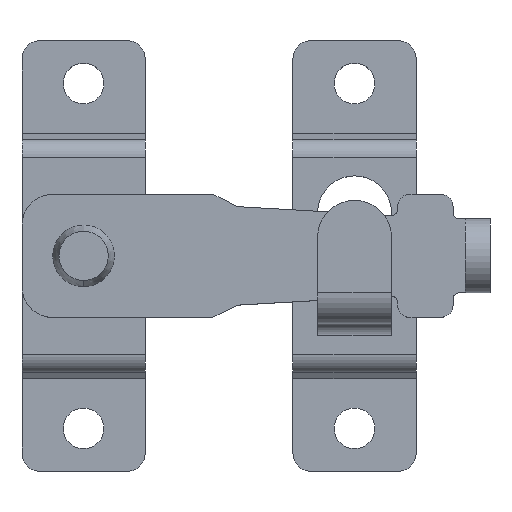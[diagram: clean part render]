
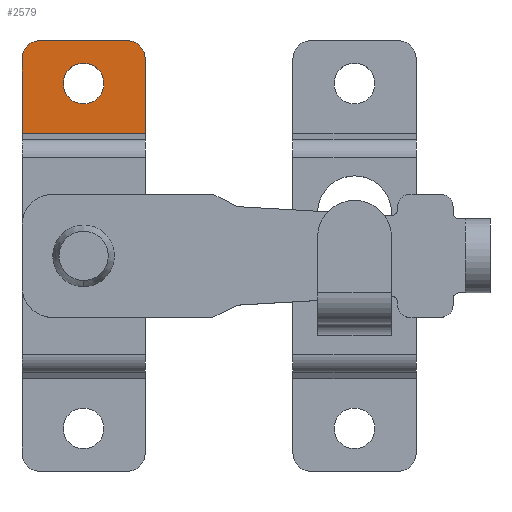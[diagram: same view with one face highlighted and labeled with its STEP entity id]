
A CAD part, top view. The second image highlights one B-rep face of the part: STEP entity #2579.
In plain terms, the highlighted planar face has unit normal (0, 0, 1).
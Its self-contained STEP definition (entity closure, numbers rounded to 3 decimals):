
#286 = EDGE_LOOP ( 'NONE', ( #1637, #1630 ) ) ;
#287 = EDGE_LOOP ( 'NONE', ( #1618, #1628, #1626, #1624, #1623, #1606 ) ) ;
#680 = CARTESIAN_POINT ( 'NONE',  ( 0., 14., 1.5 ) ) ;
#681 = DIRECTION ( 'NONE',  ( 0., 0., -1. ) ) ;
#682 = DIRECTION ( 'NONE',  ( 0., 1., 0. ) ) ;
#725 = CARTESIAN_POINT ( 'NONE',  ( -5., 17.5, 1.5 ) ) ;
#726 = DIRECTION ( 'NONE',  ( 0., -1., 0. ) ) ;
#736 = CARTESIAN_POINT ( 'NONE',  ( 0., 14., 1.5 ) ) ;
#737 = DIRECTION ( 'NONE',  ( 0., 0., -1. ) ) ;
#738 = DIRECTION ( 'NONE',  ( 0., 1., 0. ) ) ;
#788 = CARTESIAN_POINT ( 'NONE',  ( 5., 17.5, 1.5 ) ) ;
#789 = DIRECTION ( 'NONE',  ( -1., 0., 0. ) ) ;
#845 = CARTESIAN_POINT ( 'NONE',  ( 5., 17.5, 1.5 ) ) ;
#846 = DIRECTION ( 'NONE',  ( 0., -1., 0. ) ) ;
#857 = CARTESIAN_POINT ( 'NONE',  ( -3.5, 16., 1.5 ) ) ;
#858 = DIRECTION ( 'NONE',  ( 0., 0., 1. ) ) ;
#859 = DIRECTION ( 'NONE',  ( 0., 1., 0. ) ) ;
#877 = CARTESIAN_POINT ( 'NONE',  ( 5., 9.955, 1.5 ) ) ;
#878 = DIRECTION ( 'NONE',  ( -1., 0., 0. ) ) ;
#1046 = CARTESIAN_POINT ( 'NONE',  ( 3.5, 16., 1.5 ) ) ;
#1047 = DIRECTION ( 'NONE',  ( 0., 0., 1. ) ) ;
#1048 = DIRECTION ( 'NONE',  ( 0., 1., 0. ) ) ;
#1210 = CARTESIAN_POINT ( 'NONE',  ( -1.65, 14., 1.5 ) ) ;
#1211 = CARTESIAN_POINT ( 'NONE',  ( 1.65, 14., 1.5 ) ) ;
#1218 = CARTESIAN_POINT ( 'NONE',  ( -3.5, 17.5, 1.5 ) ) ;
#1219 = CARTESIAN_POINT ( 'NONE',  ( 3.5, 17.5, 1.5 ) ) ;
#1220 = CARTESIAN_POINT ( 'NONE',  ( -5., 16., 1.5 ) ) ;
#1221 = CARTESIAN_POINT ( 'NONE',  ( -5., 9.955, 1.5 ) ) ;
#1222 = CARTESIAN_POINT ( 'NONE',  ( 5., 9.955, 1.5 ) ) ;
#1223 = CARTESIAN_POINT ( 'NONE',  ( 5., 16., 1.5 ) ) ;
#1606 = ORIENTED_EDGE ( 'NONE', *, *, #3276, .T. ) ;
#1618 = ORIENTED_EDGE ( 'NONE', *, *, #3208, .T. ) ;
#1623 = ORIENTED_EDGE ( 'NONE', *, *, #3232, .F. ) ;
#1624 = ORIENTED_EDGE ( 'NONE', *, *, #3245, .F. ) ;
#1626 = ORIENTED_EDGE ( 'NONE', *, *, #3182, .T. ) ;
#1628 = ORIENTED_EDGE ( 'NONE', *, *, #3237, .T. ) ;
#1630 = ORIENTED_EDGE ( 'NONE', *, *, #3187, .T. ) ;
#1637 = ORIENTED_EDGE ( 'NONE', *, *, #3164, .T. ) ;
#1908 = AXIS2_PLACEMENT_3D ( 'NONE', #1046, #1047, #1048 ) ;
#1931 = CIRCLE ( 'NONE', #2034, 1.5 ) ;
#1980 = VECTOR ( 'NONE', #846, 1000. ) ;
#1994 = VECTOR ( 'NONE', #878, 1000. ) ;
#2034 = AXIS2_PLACEMENT_3D ( 'NONE', #857, #858, #859 ) ;
#2084 = CIRCLE ( 'NONE', #1908, 1.5 ) ;
#2314 = PLANE ( 'NONE',  #2926 ) ;
#2315 = CARTESIAN_POINT ( 'NONE',  ( 5., 17.5, 1.5 ) ) ;
#2316 = DIRECTION ( 'NONE',  ( 0., 0., -1. ) ) ;
#2317 = DIRECTION ( 'NONE',  ( 0., 1., 0. ) ) ;
#2579 = ADVANCED_FACE ( 'NONE', ( #3621, #3622 ), #2314, .F. ) ;
#2658 = AXIS2_PLACEMENT_3D ( 'NONE', #736, #737, #738 ) ;
#2665 = VECTOR ( 'NONE', #726, 1000. ) ;
#2670 = CIRCLE ( 'NONE', #2658, 1.65 ) ;
#2685 = AXIS2_PLACEMENT_3D ( 'NONE', #680, #681, #682 ) ;
#2690 = CIRCLE ( 'NONE', #2685, 1.65 ) ;
#2926 = AXIS2_PLACEMENT_3D ( 'NONE', #2315, #2316, #2317 ) ;
#2990 = VECTOR ( 'NONE', #789, 1000. ) ;
#3164 = EDGE_CURVE ( 'NONE', #3451, #3450, #2690, .T. ) ;
#3182 = EDGE_CURVE ( 'NONE', #3460, #3461, #3813, .T. ) ;
#3187 = EDGE_CURVE ( 'NONE', #3450, #3451, #2670, .T. ) ;
#3208 = EDGE_CURVE ( 'NONE', #3459, #3458, #3829, .T. ) ;
#3232 = EDGE_CURVE ( 'NONE', #3463, #3462, #3844, .T. ) ;
#3237 = EDGE_CURVE ( 'NONE', #3458, #3460, #1931, .T. ) ;
#3245 = EDGE_CURVE ( 'NONE', #3462, #3461, #3851, .T. ) ;
#3276 = EDGE_CURVE ( 'NONE', #3463, #3459, #2084, .T. ) ;
#3450 = VERTEX_POINT ( 'NONE', #1210 ) ;
#3451 = VERTEX_POINT ( 'NONE', #1211 ) ;
#3458 = VERTEX_POINT ( 'NONE', #1218 ) ;
#3459 = VERTEX_POINT ( 'NONE', #1219 ) ;
#3460 = VERTEX_POINT ( 'NONE', #1220 ) ;
#3461 = VERTEX_POINT ( 'NONE', #1221 ) ;
#3462 = VERTEX_POINT ( 'NONE', #1222 ) ;
#3463 = VERTEX_POINT ( 'NONE', #1223 ) ;
#3621 = FACE_BOUND ( 'NONE', #286, .T. ) ;
#3622 = FACE_OUTER_BOUND ( 'NONE', #287, .T. ) ;
#3813 = LINE ( 'NONE', #725, #2665 ) ;
#3829 = LINE ( 'NONE', #788, #2990 ) ;
#3844 = LINE ( 'NONE', #845, #1980 ) ;
#3851 = LINE ( 'NONE', #877, #1994 ) ;
